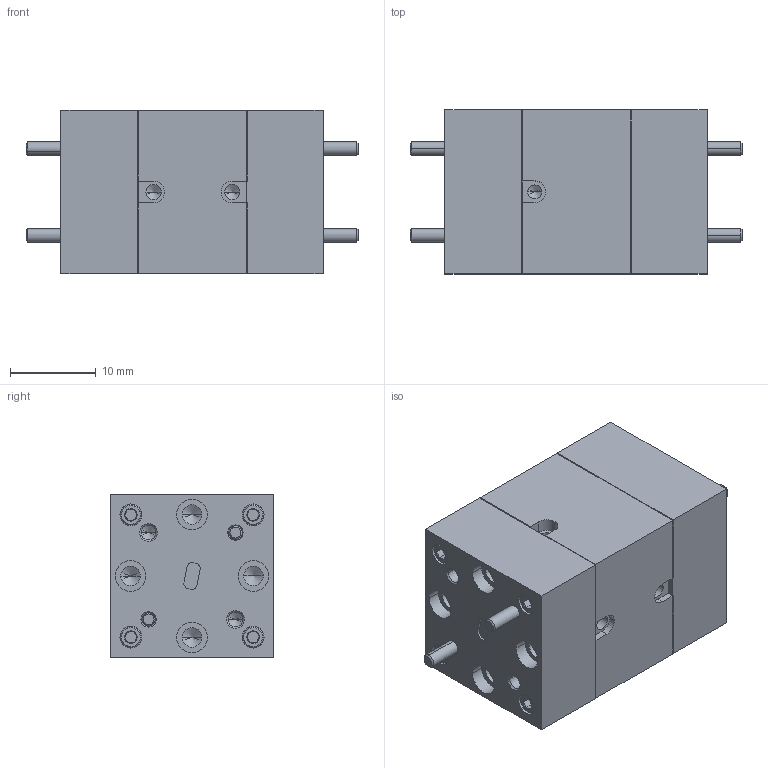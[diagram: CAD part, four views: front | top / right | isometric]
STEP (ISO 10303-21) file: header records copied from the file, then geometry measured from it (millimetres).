
FILE_DESCRIPTION (( 'STEP AP203' ), '1' );
FILE_NAME ('STF-12-91-C.STEP', '2019-11-13T22:43:46', ( '' ), ( '' ), 'SwSTEP 2.0', 'SolidWorks 2016', '' );
FILE_SCHEMA (( 'CONFIG_CONTROL_DESIGN' ));
Length unit declared in the file: inch
Products named in the file (1): STF-12-91-C
Bounding box: 38.61 x 19.05 x 19.05 mm (x, y, z)
Volume: 10599.5 mm3; surface area: 5847.6 mm2
Topology: 15 solids, 15 shells, 439 faces, 927 edges, 533 vertices
Faces by surface type: cone 158, plane 141, cylinder 140
Entity records: 11654 total; most frequent: CARTESIAN_POINT 2174, DIRECTION 2113, ORIENTED_EDGE 1778, EDGE_CURVE 889, AXIS2_PLACEMENT_3D 840, VERTEX_POINT 533, EDGE_LOOP 508, ADVANCED_FACE 439
